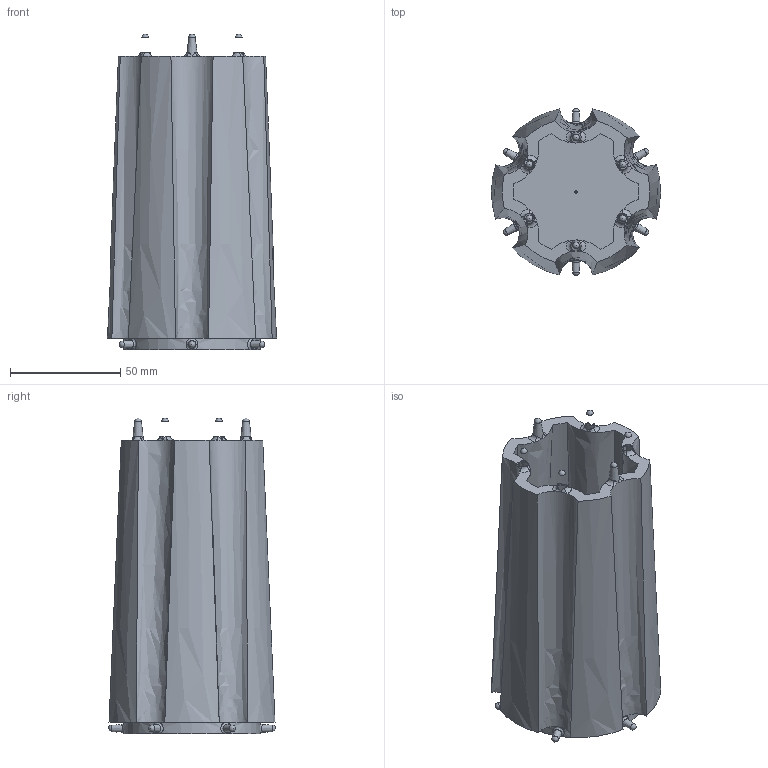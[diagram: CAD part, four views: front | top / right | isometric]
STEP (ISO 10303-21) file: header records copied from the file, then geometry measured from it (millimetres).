
FILE_DESCRIPTION(/* description */ (''),/* implementation_level */ '2;1');
FILE_NAME(/* name */ 'Mag.stp',/* time_stamp */ '2025-02-20T20:05:40+06:00',/* author */ ('HUSTLER'),/* organization */ (''),/* preprocessor_version */ 'ST-DEVELOPER v18.1',/* originating_system */ 'Autodesk Inventor 2022',/* authorisation */ '');
FILE_SCHEMA (('AUTOMOTIVE_DESIGN { 1 0 10303 214 3 1 1 }'));
Length unit declared in the file: millimetre
Products named in the file (1): Mag
Bounding box: 76.84 x 75.88 x 143.2 mm (x, y, z)
Volume: 167688.3 mm3; surface area: 69217.3 mm2
Topology: 1 solids, 1 shells, 112 faces, 341 edges, 196 vertices
Faces by surface type: bspline 54, plane 15, torus 12, cone 12, sphere 12, cylinder 7
Full cylindrical faces by diameter (mm): 1 x1, 51.877 x1
Entity records: 7582 total; most frequent: CARTESIAN_POINT 5025, ORIENTED_EDGE 610, DIRECTION 414, EDGE_CURVE 305, VERTEX_POINT 196, AXIS2_PLACEMENT_3D 188, B_SPLINE_CURVE_WITH_KNOTS 138, CIRCLE 117
